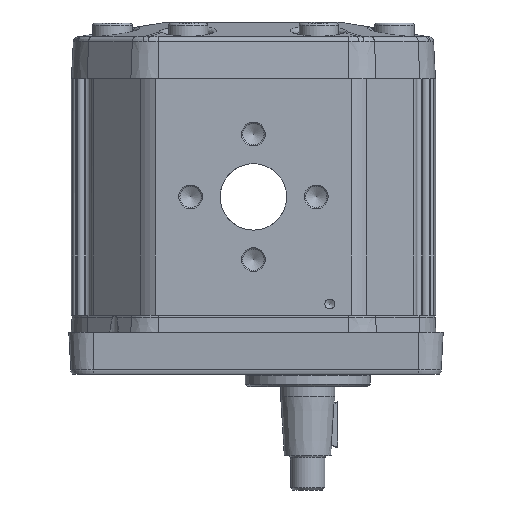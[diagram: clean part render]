
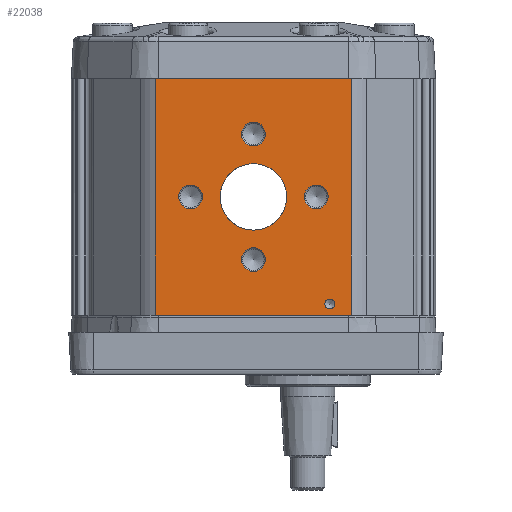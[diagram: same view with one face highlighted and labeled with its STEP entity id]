
A CAD part, left-side view. The second image highlights one B-rep face of the part: STEP entity #22038.
In plain terms, the highlighted planar face has unit normal (-1, 0, 0).
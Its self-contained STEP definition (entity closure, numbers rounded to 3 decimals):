
#21496=CARTESIAN_POINT('',(-60.0,-39.778,48.));
#21497=VERTEX_POINT('',#21496);
#21498=CARTESIAN_POINT('',(-60.0,-39.778,-48.));
#21499=VERTEX_POINT('',#21498);
#21500=CARTESIAN_POINT('',(-60.0,-39.778,48.));
#21501=DIRECTION('',(0.0,0.0,-1.0));
#21502=VECTOR('',#21501,96.);
#21503=LINE('',#21500,#21502);
#21504=EDGE_CURVE('',#21497,#21499,#21503,.T.);
#21613=CARTESIAN_POINT('',(-60.0,39.778,-48.));
#21614=VERTEX_POINT('',#21613);
#21615=CARTESIAN_POINT('',(-60.0,39.778,48.));
#21616=VERTEX_POINT('',#21615);
#21617=CARTESIAN_POINT('',(-60.0,39.778,-48.));
#21618=DIRECTION('',(0.0,0.0,1.0));
#21619=VECTOR('',#21618,96.);
#21620=LINE('',#21617,#21619);
#21621=EDGE_CURVE('',#21614,#21616,#21620,.T.);
#21812=CARTESIAN_POINT('',(-60.0,25.5,4.824));
#21813=VERTEX_POINT('',#21812);
#21814=CARTESIAN_POINT('',(-60.0,25.5,0.0));
#21815=DIRECTION('',(-1.0,0.0,0.0));
#21816=DIRECTION('',(0.0,0.0,-1.0));
#21817=AXIS2_PLACEMENT_3D('',#21814,#21815,#21816);
#21818=CIRCLE('',#21817,4.824);
#21819=EDGE_CURVE('',#21813,#21813,#21818,.T.);
#21903=CARTESIAN_POINT('',(-60.0,4.824,-25.5));
#21904=VERTEX_POINT('',#21903);
#21905=CARTESIAN_POINT('',(-60.0,0.,-25.5));
#21906=DIRECTION('',(-1.0,0.0,0.0));
#21907=DIRECTION('',(0.0,-1.0,0.0));
#21908=AXIS2_PLACEMENT_3D('',#21905,#21906,#21907);
#21909=CIRCLE('',#21908,4.824);
#21910=EDGE_CURVE('',#21904,#21904,#21909,.T.);
#21943=CARTESIAN_POINT('',(-60.0,-25.5,-4.824));
#21944=VERTEX_POINT('',#21943);
#21945=CARTESIAN_POINT('',(-60.0,-25.5,0.));
#21946=DIRECTION('',(-1.0,0.0,0.0));
#21947=DIRECTION('',(0.0,0.0,1.0));
#21948=AXIS2_PLACEMENT_3D('',#21945,#21946,#21947);
#21949=CIRCLE('',#21948,4.824);
#21950=EDGE_CURVE('',#21944,#21944,#21949,.T.);
#21975=CARTESIAN_POINT('',(-60.0,-74.001,48.001));
#21976=DIRECTION('',(1.0,0.0,0.0));
#21977=DIRECTION('',(0.0,0.0,-1.0));
#21978=AXIS2_PLACEMENT_3D('',#21975,#21976,#21977);
#21979=PLANE('',#21978);
#21980=CARTESIAN_POINT('',(-60.0,39.778,48.));
#21981=DIRECTION('',(0.0,-1.0,0.0));
#21982=VECTOR('',#21981,79.556);
#21983=LINE('',#21980,#21982);
#21984=EDGE_CURVE('',#21616,#21497,#21983,.T.);
#21985=ORIENTED_EDGE('',*,*,#21984,.F.);
#21986=ORIENTED_EDGE('',*,*,#21621,.F.);
#21987=CARTESIAN_POINT('',(-60.0,-39.778,-48.));
#21988=DIRECTION('',(0.0,1.0,0.0));
#21989=VECTOR('',#21988,79.556);
#21990=LINE('',#21987,#21989);
#21991=EDGE_CURVE('',#21499,#21614,#21990,.T.);
#21992=ORIENTED_EDGE('',*,*,#21991,.F.);
#21993=ORIENTED_EDGE('',*,*,#21504,.F.);
#21994=EDGE_LOOP('',(#21985,#21986,#21992,#21993));
#21995=FACE_OUTER_BOUND('',#21994,.T.);
#21996=CARTESIAN_POINT('',(-60.0,-31.0,-41.5));
#21997=VERTEX_POINT('',#21996);
#21998=CARTESIAN_POINT('',(-60.0,-31.0,-43.5));
#21999=DIRECTION('',(1.0,0.0,0.0));
#22000=DIRECTION('',(0.0,0.0,1.0));
#22001=AXIS2_PLACEMENT_3D('',#21998,#21999,#22000);
#22002=CIRCLE('',#22001,2.0);
#22003=EDGE_CURVE('',#21997,#21997,#22002,.T.);
#22004=ORIENTED_EDGE('',*,*,#22003,.T.);
#22005=EDGE_LOOP('',(#22004));
#22006=FACE_BOUND('',#22005,.T.);
#22007=ORIENTED_EDGE('',*,*,#21950,.F.);
#22008=EDGE_LOOP('',(#22007));
#22009=FACE_BOUND('',#22008,.T.);
#22010=ORIENTED_EDGE('',*,*,#21819,.F.);
#22011=EDGE_LOOP('',(#22010));
#22012=FACE_BOUND('',#22011,.T.);
#22013=CARTESIAN_POINT('',(-60.0,0.0,13.5));
#22014=VERTEX_POINT('',#22013);
#22015=CARTESIAN_POINT('',(-60.0,0.0,0.0));
#22016=DIRECTION('',(1.0,0.0,0.0));
#22017=DIRECTION('',(0.0,0.0,1.0));
#22018=AXIS2_PLACEMENT_3D('',#22015,#22016,#22017);
#22019=CIRCLE('',#22018,13.5);
#22020=EDGE_CURVE('',#22014,#22014,#22019,.T.);
#22021=ORIENTED_EDGE('',*,*,#22020,.T.);
#22022=EDGE_LOOP('',(#22021));
#22023=FACE_BOUND('',#22022,.T.);
#22024=ORIENTED_EDGE('',*,*,#21910,.F.);
#22025=EDGE_LOOP('',(#22024));
#22026=FACE_BOUND('',#22025,.T.);
#22027=CARTESIAN_POINT('',(-60.0,-4.824,25.5));
#22028=VERTEX_POINT('',#22027);
#22029=CARTESIAN_POINT('',(-60.0,0.,25.5));
#22030=DIRECTION('',(-1.0,0.0,0.0));
#22031=DIRECTION('',(0.0,1.0,0.0));
#22032=AXIS2_PLACEMENT_3D('',#22029,#22030,#22031);
#22033=CIRCLE('',#22032,4.824);
#22034=EDGE_CURVE('',#22028,#22028,#22033,.T.);
#22035=ORIENTED_EDGE('',*,*,#22034,.F.);
#22036=EDGE_LOOP('',(#22035));
#22037=FACE_BOUND('',#22036,.T.);
#22038=ADVANCED_FACE('',(#21995,#22006,#22009,#22012,#22023,#22026,#22037),#21979,.F.);
